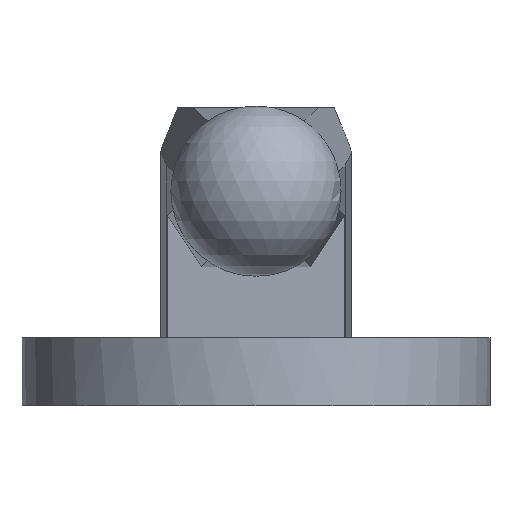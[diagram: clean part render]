
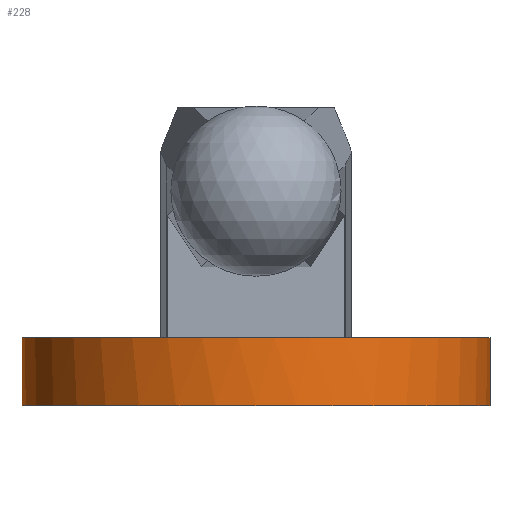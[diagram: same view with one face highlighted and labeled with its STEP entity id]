
A CAD part, front view. The second image highlights one B-rep face of the part: STEP entity #228.
In plain terms, the highlighted cylindrical face has radius 13.75 mm (diameter 27.5 mm), a partial arc.
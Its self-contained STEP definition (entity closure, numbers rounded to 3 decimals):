
#151=CARTESIAN_POINT('',(0.0,0.0,2.0));
#152=DIRECTION('',(0.0,0.0,1.0));
#153=DIRECTION('',(1.0,0.0,0.0));
#154=AXIS2_PLACEMENT_3D('',#151,#152,#153);
#155=CYLINDRICAL_SURFACE('',#154,13.75);
#156=CARTESIAN_POINT('',(13.75,0.0,4.));
#157=VERTEX_POINT('',#156);
#158=CARTESIAN_POINT('',(13.75,0.0,0.0));
#159=VERTEX_POINT('',#158);
#160=CARTESIAN_POINT('',(13.75,0.0,4.));
#161=DIRECTION('',(0.0,0.0,-1.0));
#162=VECTOR('',#161,4.);
#163=LINE('',#160,#162);
#164=EDGE_CURVE('',#157,#159,#163,.T.);
#165=ORIENTED_EDGE('',*,*,#164,.F.);
#166=CARTESIAN_POINT('',(5.202,-12.728,4.0));
#167=VERTEX_POINT('',#166);
#168=CARTESIAN_POINT('',(0.0,0.0,4.0));
#169=DIRECTION('',(0.0,0.0,1.0));
#170=DIRECTION('',(1.0,0.0,0.0));
#171=AXIS2_PLACEMENT_3D('',#168,#169,#170);
#172=CIRCLE('',#171,13.75);
#173=EDGE_CURVE('',#167,#157,#172,.T.);
#174=ORIENTED_EDGE('',*,*,#173,.F.);
#175=CARTESIAN_POINT('',(5.179,-12.738,4.0));
#176=VERTEX_POINT('',#175);
#177=CARTESIAN_POINT('',(0.0,0.0,4.0));
#178=DIRECTION('',(0.0,0.0,1.0));
#179=DIRECTION('',(1.0,0.0,0.0));
#180=AXIS2_PLACEMENT_3D('',#177,#178,#179);
#181=CIRCLE('',#180,13.75);
#182=EDGE_CURVE('',#176,#167,#181,.T.);
#183=ORIENTED_EDGE('',*,*,#182,.F.);
#184=CARTESIAN_POINT('',(-5.179,-12.738,4.0));
#185=VERTEX_POINT('',#184);
#186=CARTESIAN_POINT('',(0.0,0.0,4.0));
#187=DIRECTION('',(0.0,0.0,1.0));
#188=DIRECTION('',(1.0,0.0,0.0));
#189=AXIS2_PLACEMENT_3D('',#186,#187,#188);
#190=CIRCLE('',#189,13.75);
#191=EDGE_CURVE('',#185,#176,#190,.T.);
#192=ORIENTED_EDGE('',*,*,#191,.F.);
#193=CARTESIAN_POINT('',(-5.202,-12.728,4.0));
#194=VERTEX_POINT('',#193);
#195=CARTESIAN_POINT('',(0.0,0.0,4.0));
#196=DIRECTION('',(0.0,0.0,1.0));
#197=DIRECTION('',(1.0,0.0,0.0));
#198=AXIS2_PLACEMENT_3D('',#195,#196,#197);
#199=CIRCLE('',#198,13.75);
#200=EDGE_CURVE('',#194,#185,#199,.T.);
#201=ORIENTED_EDGE('',*,*,#200,.F.);
#202=CARTESIAN_POINT('',(-13.75,0.,4.));
#203=VERTEX_POINT('',#202);
#204=CARTESIAN_POINT('',(0.0,0.0,4.0));
#205=DIRECTION('',(0.0,0.0,1.0));
#206=DIRECTION('',(1.0,0.0,0.0));
#207=AXIS2_PLACEMENT_3D('',#204,#205,#206);
#208=CIRCLE('',#207,13.75);
#209=EDGE_CURVE('',#203,#194,#208,.T.);
#210=ORIENTED_EDGE('',*,*,#209,.F.);
#211=CARTESIAN_POINT('',(-13.75,0.,0.0));
#212=VERTEX_POINT('',#211);
#213=CARTESIAN_POINT('',(-13.75,0.,4.));
#214=DIRECTION('',(0.0,0.0,-1.0));
#215=VECTOR('',#214,4.);
#216=LINE('',#213,#215);
#217=EDGE_CURVE('',#203,#212,#216,.T.);
#218=ORIENTED_EDGE('',*,*,#217,.T.);
#219=CARTESIAN_POINT('',(0.0,0.0,0.0));
#220=DIRECTION('',(0.0,0.0,-1.0));
#221=DIRECTION('',(1.0,0.0,0.0));
#222=AXIS2_PLACEMENT_3D('',#219,#220,#221);
#223=CIRCLE('',#222,13.75);
#224=EDGE_CURVE('',#159,#212,#223,.T.);
#225=ORIENTED_EDGE('',*,*,#224,.F.);
#226=EDGE_LOOP('',(#165,#174,#183,#192,#201,#210,#218,#225));
#227=FACE_OUTER_BOUND('',#226,.T.);
#228=ADVANCED_FACE('',(#227),#155,.T.);
